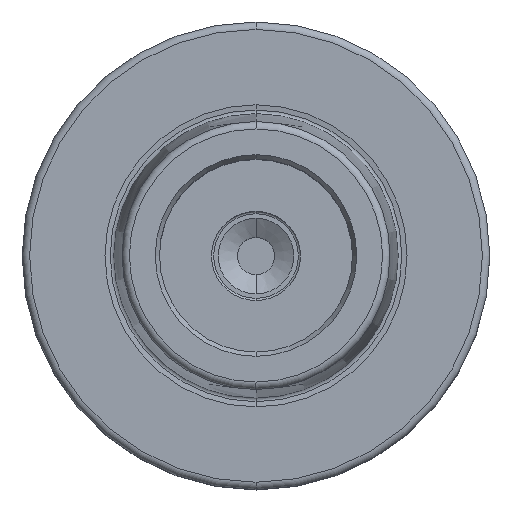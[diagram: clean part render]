
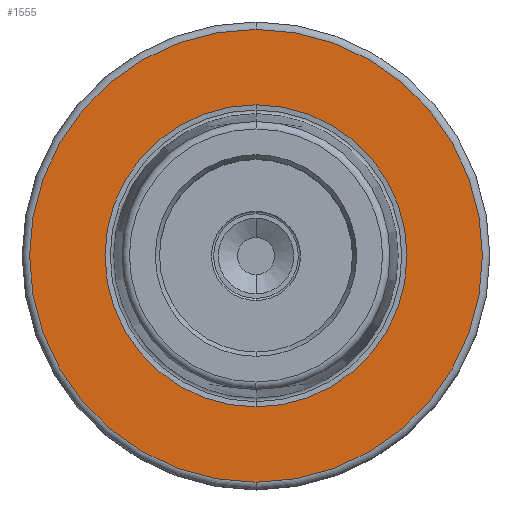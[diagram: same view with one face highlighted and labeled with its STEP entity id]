
A CAD part, top view. The second image highlights one B-rep face of the part: STEP entity #1555.
In plain terms, the highlighted planar face has unit normal (0, 0, 1).
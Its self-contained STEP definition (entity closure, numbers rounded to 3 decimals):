
#168=CARTESIAN_POINT('',(0,0,26));
#169=DIRECTION('',(0,0,1));
#170=DIRECTION('',(0,1,0));
#171=AXIS2_PLACEMENT_3D('',#168,#169,#170);
#173=CARTESIAN_POINT('',(0,0,26));
#174=DIRECTION('',(0,0,1));
#175=DIRECTION('',(0,-1,0));
#176=AXIS2_PLACEMENT_3D('',#173,#174,#175);
#186=CARTESIAN_POINT('',(0,0,26));
#187=DIRECTION('',(0,0,1));
#188=DIRECTION('',(0,1,0));
#189=AXIS2_PLACEMENT_3D('',#186,#187,#188);
#191=CARTESIAN_POINT('',(0,0,26));
#192=DIRECTION('',(0,0,-1));
#193=DIRECTION('',(0,1,0));
#194=AXIS2_PLACEMENT_3D('',#191,#192,#193);
#1083=CARTESIAN_POINT('',(0,20.344,26));
#1085=VERTEX_POINT('',#1083);
#1113=CARTESIAN_POINT('',(0,-20.344,26));
#1115=VERTEX_POINT('',#1113);
#1159=CARTESIAN_POINT('',(0,30.5,26));
#1160=CARTESIAN_POINT('',(0,-30.5,26));
#1161=VERTEX_POINT('',#1159);
#1162=VERTEX_POINT('',#1160);
#1539=CARTESIAN_POINT('',(0,0,26));
#1540=DIRECTION('',(0,0,-1));
#1541=DIRECTION('',(0,-1,0));
#1542=AXIS2_PLACEMENT_3D('',#1539,#1540,#1541);
#1543=PLANE('',#1542);
#1545=ORIENTED_EDGE('',*,*,#1544,.F.);
#1546=ORIENTED_EDGE('',*,*,#1529,.F.);
#1547=EDGE_LOOP('',(#1545,#1546));
#1548=FACE_OUTER_BOUND('',#1547,.F.);
#1550=ORIENTED_EDGE('',*,*,#1549,.T.);
#1552=ORIENTED_EDGE('',*,*,#1551,.F.);
#1553=EDGE_LOOP('',(#1550,#1552));
#1554=FACE_BOUND('',#1553,.F.);
#1555=ADVANCED_FACE('',(#1548,#1554),#1543,.F.);
#172=CIRCLE('',#171,30.5);
#177=CIRCLE('',#176,30.5);
#190=CIRCLE('',#189,20.344);
#195=CIRCLE('',#194,20.344);
#1529=EDGE_CURVE('',#1162,#1161,#177,.T.);
#1544=EDGE_CURVE('',#1161,#1162,#172,.T.);
#1549=EDGE_CURVE('',#1085,#1115,#190,.T.);
#1551=EDGE_CURVE('',#1085,#1115,#195,.T.);
